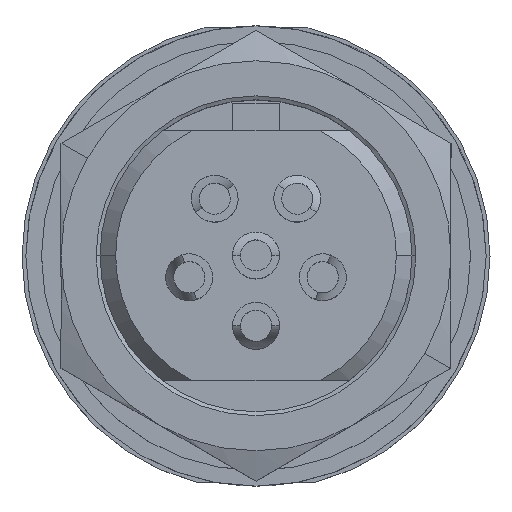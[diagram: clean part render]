
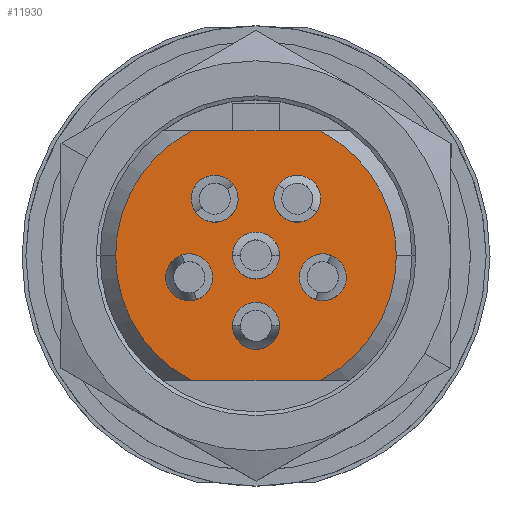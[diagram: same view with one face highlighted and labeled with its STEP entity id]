
A CAD part, top view. The second image highlights one B-rep face of the part: STEP entity #11930.
In plain terms, the highlighted planar face has unit normal (0, 0, 1).
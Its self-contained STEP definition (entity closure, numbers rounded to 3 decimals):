
#10540=CARTESIAN_POINT('',(2.025,7.118,7.1));
#10550=DIRECTION('',(0.,0.,-1.));
#10560=DIRECTION('',(-1.,0.,0.));
#10570=AXIS2_PLACEMENT_3D('',#10540,#10550,#10560);
#10580=PLANE('',#10570);
#10590=CARTESIAN_POINT('',(-1.416,-3.097,7.1));
#10600=DIRECTION('',(1.,0.,0.));
#10610=VECTOR('',#10600,1.);
#10620=LINE('',#10590,#10610);
#10630=CARTESIAN_POINT('',(-2.024,-3.097,7.1));
#10640=VERTEX_POINT('',#10630);
#10650=CARTESIAN_POINT('',(1.275,-3.097,7.1));
#10660=VERTEX_POINT('',#10650);
#10670=EDGE_CURVE('',#10640,#10660,#10620,.T.);
#10680=ORIENTED_EDGE('',*,*,#10670,.T.);
#10690=CARTESIAN_POINT('',(-0.375,0.103,7.1));
#10700=DIRECTION('',(-0.,0.,-1.));
#10710=DIRECTION('',(-1.,0.,0.));
#10720=AXIS2_PLACEMENT_3D('',#10690,#10700,#10710);
#10730=CIRCLE('',#10720,3.6);
#10740=CARTESIAN_POINT('',(-3.975,0.103,7.1));
#10750=VERTEX_POINT('',#10740);
#10760=EDGE_CURVE('',#10640,#10750,#10730,.T.);
#10770=ORIENTED_EDGE('',*,*,#10760,.F.);
#10780=CARTESIAN_POINT('',(-2.024,3.303,7.1));
#10790=VERTEX_POINT('',#10780);
#10800=EDGE_CURVE('',#10750,#10790,#10730,.T.);
#10810=ORIENTED_EDGE('',*,*,#10800,.F.);
#10820=CARTESIAN_POINT('',(-1.416,3.303,7.1));
#10830=DIRECTION('',(-1.,0.,0.));
#10840=VECTOR('',#10830,1.);
#10850=LINE('',#10820,#10840);
#10860=CARTESIAN_POINT('',(1.275,3.303,7.1));
#10870=VERTEX_POINT('',#10860);
#10880=EDGE_CURVE('',#10870,#10790,#10850,.T.);
#10890=ORIENTED_EDGE('',*,*,#10880,.T.);
#10900=CARTESIAN_POINT('',(-0.375,0.103,7.1));
#10910=DIRECTION('',(-0.,0.,-1.));
#10920=DIRECTION('',(-1.,0.,0.));
#10930=AXIS2_PLACEMENT_3D('',#10900,#10910,#10920);
#10940=CIRCLE('',#10930,3.6);
#10950=CARTESIAN_POINT('',(3.225,0.103,7.1));
#10960=VERTEX_POINT('',#10950);
#10970=EDGE_CURVE('',#10870,#10960,#10940,.T.);
#10980=ORIENTED_EDGE('',*,*,#10970,.F.);
#10990=EDGE_CURVE('',#10960,#10660,#10940,.T.);
#11000=ORIENTED_EDGE('',*,*,#10990,.F.);
#11010=EDGE_LOOP('',(#11000,#10980,#10890,#10810,#10770,#10680));
#11020=FACE_OUTER_BOUND('',#11010,.T.);
#11030=CARTESIAN_POINT('',(-0.375,0.103,7.1));
#11040=DIRECTION('',(0.,0.,1.));
#11050=DIRECTION('',(1.,0.,0.));
#11060=AXIS2_PLACEMENT_3D('',#11030,#11040,#11050);
#11070=CIRCLE('',#11060,0.6);
#11080=CARTESIAN_POINT('',(0.225,0.103,7.1));
#11090=VERTEX_POINT('',#11080);
#11100=CARTESIAN_POINT('',(-0.975,0.103,7.1));
#11110=VERTEX_POINT('',#11100);
#11120=EDGE_CURVE('',#11090,#11110,#11070,.T.);
#11130=ORIENTED_EDGE('',*,*,#11120,.F.);
#11140=EDGE_CURVE('',#11110,#11090,#11070,.T.);
#11150=ORIENTED_EDGE('',*,*,#11140,.F.);
#11160=EDGE_LOOP('',(#11150,#11130));
#11170=FACE_BOUND('',#11160,.T.);
#11180=CARTESIAN_POINT('',(-0.374,-1.698,7.1));
#11190=DIRECTION('',(0.,0.,1.));
#11200=DIRECTION('',(-1.,0.,0.));
#11210=AXIS2_PLACEMENT_3D('',#11180,#11190,#11200);
#11220=CIRCLE('',#11210,0.6);
#11230=CARTESIAN_POINT('',(-0.974,-1.698,7.1));
#11240=VERTEX_POINT('',#11230);
#11250=CARTESIAN_POINT('',(0.226,-1.698,7.1));
#11260=VERTEX_POINT('',#11250);
#11270=EDGE_CURVE('',#11240,#11260,#11220,.T.);
#11280=ORIENTED_EDGE('',*,*,#11270,.F.);
#11290=EDGE_CURVE('',#11260,#11240,#11220,.T.);
#11300=ORIENTED_EDGE('',*,*,#11290,.F.);
#11310=EDGE_LOOP('',(#11300,#11280));
#11320=FACE_BOUND('',#11310,.T.);
#11330=CARTESIAN_POINT('',(1.338,-0.453,7.1));
#11340=DIRECTION('',(0.,0.,1.));
#11350=DIRECTION('',(-0.309,-0.951,0.));
#11360=AXIS2_PLACEMENT_3D('',#11330,#11340,#11350);
#11370=CIRCLE('',#11360,0.6);
#11380=CARTESIAN_POINT('',(1.153,-1.023,7.1));
#11390=VERTEX_POINT('',#11380);
#11400=CARTESIAN_POINT('',(1.524,0.118,7.1));
#11410=VERTEX_POINT('',#11400);
#11420=EDGE_CURVE('',#11390,#11410,#11370,.T.);
#11430=ORIENTED_EDGE('',*,*,#11420,.F.);
#11440=EDGE_CURVE('',#11410,#11390,#11370,.T.);
#11450=ORIENTED_EDGE('',*,*,#11440,.F.);
#11460=EDGE_LOOP('',(#11450,#11430));
#11470=FACE_BOUND('',#11460,.T.);
#11480=CARTESIAN_POINT('',(0.683,1.561,7.1));
#11490=DIRECTION('',(0.,0.,1.));
#11500=DIRECTION('',(0.809,-0.588,0.));
#11510=AXIS2_PLACEMENT_3D('',#11480,#11490,#11500);
#11520=CIRCLE('',#11510,0.6);
#11530=CARTESIAN_POINT('',(1.169,1.208,7.1));
#11540=VERTEX_POINT('',#11530);
#11550=CARTESIAN_POINT('',(0.198,1.913,7.1));
#11560=VERTEX_POINT('',#11550);
#11570=EDGE_CURVE('',#11540,#11560,#11520,.T.);
#11580=ORIENTED_EDGE('',*,*,#11570,.F.);
#11590=EDGE_CURVE('',#11560,#11540,#11520,.T.);
#11600=ORIENTED_EDGE('',*,*,#11590,.F.);
#11610=EDGE_LOOP('',(#11600,#11580));
#11620=FACE_BOUND('',#11610,.T.);
#11630=CARTESIAN_POINT('',(-1.434,1.56,7.1));
#11640=DIRECTION('',(0.,0.,1.));
#11650=DIRECTION('',(0.809,0.588,0.));
#11660=AXIS2_PLACEMENT_3D('',#11630,#11640,#11650);
#11670=CIRCLE('',#11660,0.6);
#11680=CARTESIAN_POINT('',(-0.948,1.913,7.1));
#11690=VERTEX_POINT('',#11680);
#11700=CARTESIAN_POINT('',(-1.919,1.207,7.1));
#11710=VERTEX_POINT('',#11700);
#11720=EDGE_CURVE('',#11690,#11710,#11670,.T.);
#11730=ORIENTED_EDGE('',*,*,#11720,.F.);
#11740=EDGE_CURVE('',#11710,#11690,#11670,.T.);
#11750=ORIENTED_EDGE('',*,*,#11740,.F.);
#11760=EDGE_LOOP('',(#11750,#11730));
#11770=FACE_BOUND('',#11760,.T.);
#11780=CARTESIAN_POINT('',(-2.087,-0.454,7.1));
#11790=DIRECTION('',(0.,0.,1.));
#11800=DIRECTION('',(-0.309,0.951,0.));
#11810=AXIS2_PLACEMENT_3D('',#11780,#11790,#11800);
#11820=CIRCLE('',#11810,0.6);
#11830=CARTESIAN_POINT('',(-2.273,0.117,7.1));
#11840=VERTEX_POINT('',#11830);
#11850=CARTESIAN_POINT('',(-1.902,-1.024,7.1));
#11860=VERTEX_POINT('',#11850);
#11870=EDGE_CURVE('',#11840,#11860,#11820,.T.);
#11880=ORIENTED_EDGE('',*,*,#11870,.F.);
#11890=EDGE_CURVE('',#11860,#11840,#11820,.T.);
#11900=ORIENTED_EDGE('',*,*,#11890,.F.);
#11910=EDGE_LOOP('',(#11900,#11880));
#11920=FACE_BOUND('',#11910,.T.);
#11930=ADVANCED_FACE('',(#11020,#11170,#11320,#11470,#11620,#11770,
#11920),#10580,.F.);
